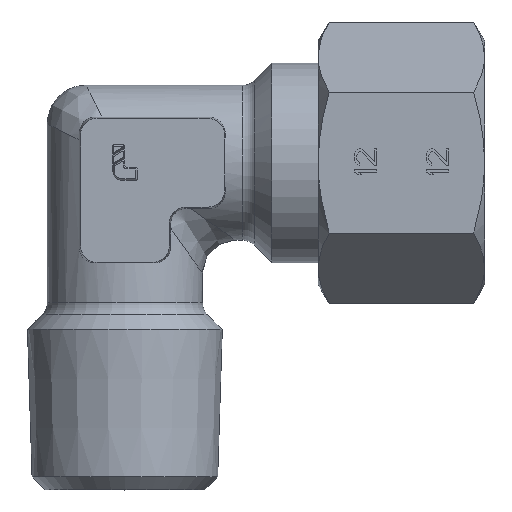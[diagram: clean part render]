
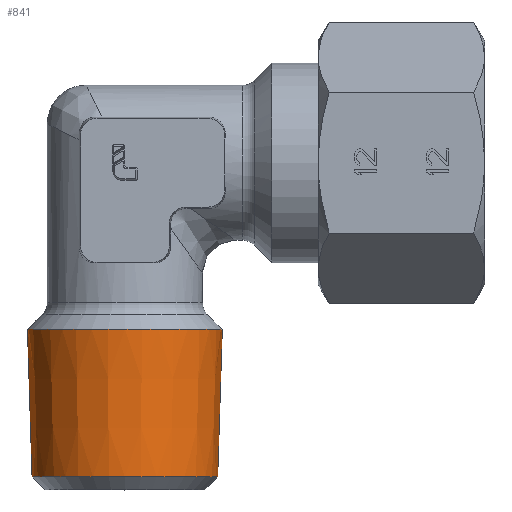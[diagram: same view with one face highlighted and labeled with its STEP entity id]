
A CAD part, top view. The second image highlights one B-rep face of the part: STEP entity #841.
In plain terms, the highlighted conical face has half-angle 1.78 degrees and reference radius 8.581 mm.
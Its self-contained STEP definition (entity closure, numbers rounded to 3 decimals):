
#841=ADVANCED_FACE('',(#1747),#1748,.T.);
#1747=FACE_OUTER_BOUND('',#2779,.T.);
#1748=CONICAL_SURFACE('',#2780,8.581,0.031);
#2779=EDGE_LOOP('',(#5267,#5268,#5269,#5270));
#2780=AXIS2_PLACEMENT_3D('',#5271,#5272,#5273);
#5267=ORIENTED_EDGE('',*,*,#6996,.T.);
#5268=ORIENTED_EDGE('',*,*,#7037,.T.);
#5269=ORIENTED_EDGE('',*,*,#6997,.T.);
#5270=ORIENTED_EDGE('',*,*,#6267,.F.);
#5271=CARTESIAN_POINT('',(0.0,-21.686,0.0));
#5272=DIRECTION('',(-0.0,1.0,-0.0));
#5273=DIRECTION('',(1.0,0.0,0.0));
#6267=EDGE_CURVE('',#7386,#7390,#7577,.T.);
#6996=EDGE_CURVE('',#7386,#7635,#8644,.T.);
#6997=EDGE_CURVE('',#7632,#7390,#8645,.T.);
#7037=EDGE_CURVE('',#7635,#7632,#8689,.T.);
#7386=VERTEX_POINT('',#9132);
#7390=VERTEX_POINT('',#9137);
#7577=CIRCLE('',#9418,8.374);
#7632=VERTEX_POINT('',#9503);
#7635=VERTEX_POINT('',#9507);
#8644=LINE('',#11251,#11252);
#8645=LINE('',#11253,#11254);
#8689=CIRCLE('',#11372,8.787);
#9132=CARTESIAN_POINT('',(8.374,-28.335,0.0));
#9137=CARTESIAN_POINT('',(-8.374,-28.335,0.));
#9418=AXIS2_PLACEMENT_3D('',#11948,#11949,#11950);
#9503=CARTESIAN_POINT('',(-8.787,-15.037,0.0));
#9507=CARTESIAN_POINT('',(8.787,-15.037,0.));
#11251=CARTESIAN_POINT('',(8.581,-21.686,0.));
#11252=VECTOR('',#12831,1.0);
#11253=CARTESIAN_POINT('',(-8.581,-21.686,0.));
#11254=VECTOR('',#12832,1.0);
#11372=AXIS2_PLACEMENT_3D('',#12872,#12873,#12874);
#11948=CARTESIAN_POINT('',(0.0,-28.335,0.0));
#11949=DIRECTION('',(0.0,-1.0,0.0));
#11950=DIRECTION('',(1.0,0.0,0.0));
#12831=DIRECTION('',(0.031,1.,0.));
#12832=DIRECTION('',(0.031,-1.,0.));
#12872=CARTESIAN_POINT('',(0.0,-15.037,0.0));
#12873=DIRECTION('',(0.0,-1.0,0.0));
#12874=DIRECTION('',(1.0,0.0,0.0));
